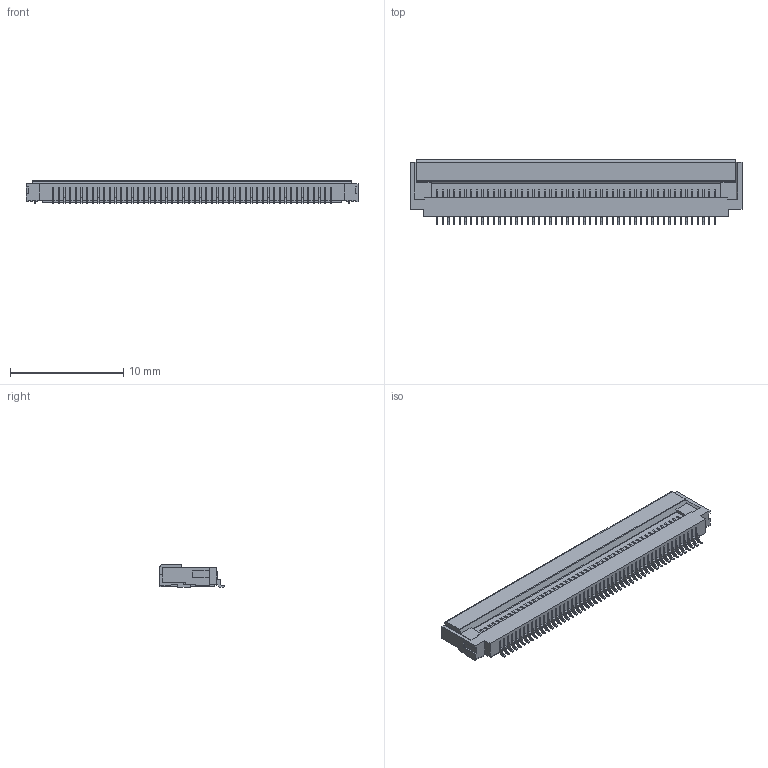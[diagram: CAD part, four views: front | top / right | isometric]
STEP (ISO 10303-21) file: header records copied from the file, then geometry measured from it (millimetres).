
FILE_DESCRIPTION(('Creo Elements/Direct Modeling STEP Export'),'2;1');
FILE_NAME('TF31-50S-0.5SH.stp','2017-11-27T15:22:52',(''),(''),'PTC Creo Elements/Direct Modeling STEP processor for AP214 (Solid Model)','PTC Creo Elements/Direct Modeling 19.0C 15-Aug-2015 (C) Parametric Technology GmbH','');
FILE_SCHEMA(('AUTOMOTIVE_DESIGN { 1 0 10303 214 1 1 1 1 }'));
Length unit declared in the file: millimetre
Products named in the file (4): TF31-50S-0_5SH-468990_PRT.PRT; TF31-50S-0_5SH-469320_ASM.ASM; TF31-50S-0_5SH_STP.ASM; TF31-50S-0_5SH.stp
Assembly tree (3 placements, depth 4):
  TF31-50S-0_5SH.stp
    TF31-50S-0_5SH_STP.ASM
      TF31-50S-0_5SH-469320_ASM.ASM
        TF31-50S-0_5SH-468990_PRT.PRT
Bounding box: 29.3 x 5.75 x 2 mm (x, y, z)
Volume: 192.3 mm3; surface area: 715.1 mm2
Topology: 1 solids, 1 shells, 1396 faces, 4180 edges, 2786 vertices
Faces by surface type: plane 1126, cylinder 270
Entity records: 46989 total; most frequent: CARTESIAN_POINT 9166, ORIENTED_EDGE 8360, DIRECTION 7220, EDGE_CURVE 4180, VECTOR 3640, LINE 3640, VERTEX_POINT 2786, AXIS2_PLACEMENT_3D 1790
